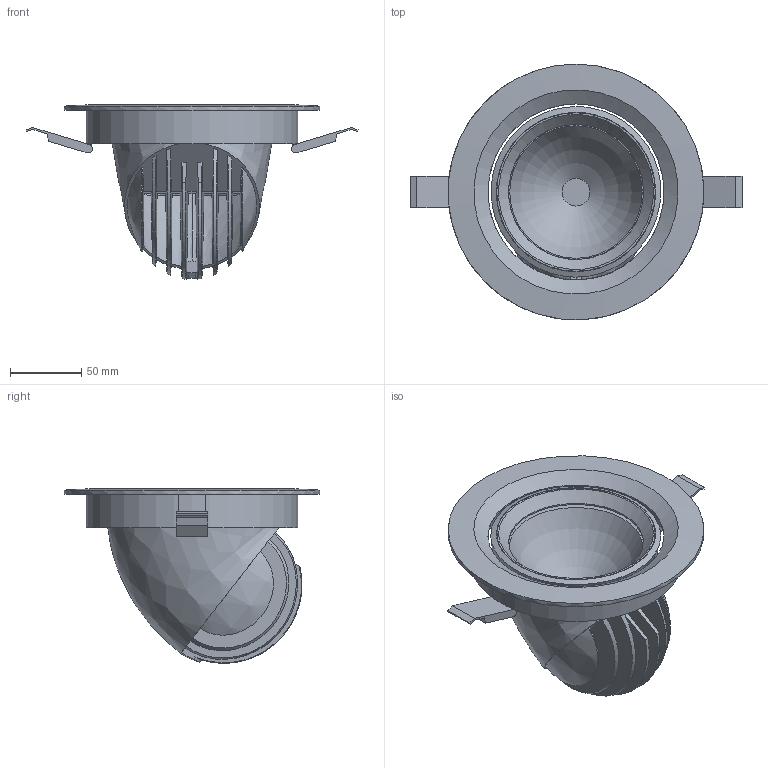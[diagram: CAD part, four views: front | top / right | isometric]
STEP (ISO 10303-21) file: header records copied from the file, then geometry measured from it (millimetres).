
FILE_DESCRIPTION (( 'STEP AP214' ), '1' );
FILE_NAME ('LEDVANCE_Spot_VARIO.STEP', '2022-01-27T14:20:28', ( '' ), ( '' ), 'SwSTEP 2.0', 'SolidWorks 2020', '' );
FILE_SCHEMA (( 'AUTOMOTIVE_DESIGN' ));
Length unit declared in the file: millimetre
Products named in the file (1): LEDVANCE_Spot_VARIO
Bounding box: 233.63 x 180 x 122.78 mm (x, y, z)
Volume: 415279.3 mm3; surface area: 235264.1 mm2
Topology: 9 solids, 9 shells, 135 faces, 329 edges, 217 vertices
Faces by surface type: plane 74, bspline 27, cylinder 18, cone 10, torus 6
Full cylindrical faces by diameter (mm): 3.046 x1, 3.365 x1, 95 x1, 101.5 x1, 102 x1, 111.5 x1, 112 x1, 123.881 x1, 149 x1, 174 x1, 180 x1
Entity records: 9947 total; most frequent: CARTESIAN_POINT 7043, ORIENTED_EDGE 602, DIRECTION 448, EDGE_CURVE 301, VERTEX_POINT 214, EDGE_LOOP 171, AXIS2_PLACEMENT_3D 161, FACE_OUTER_BOUND 148
